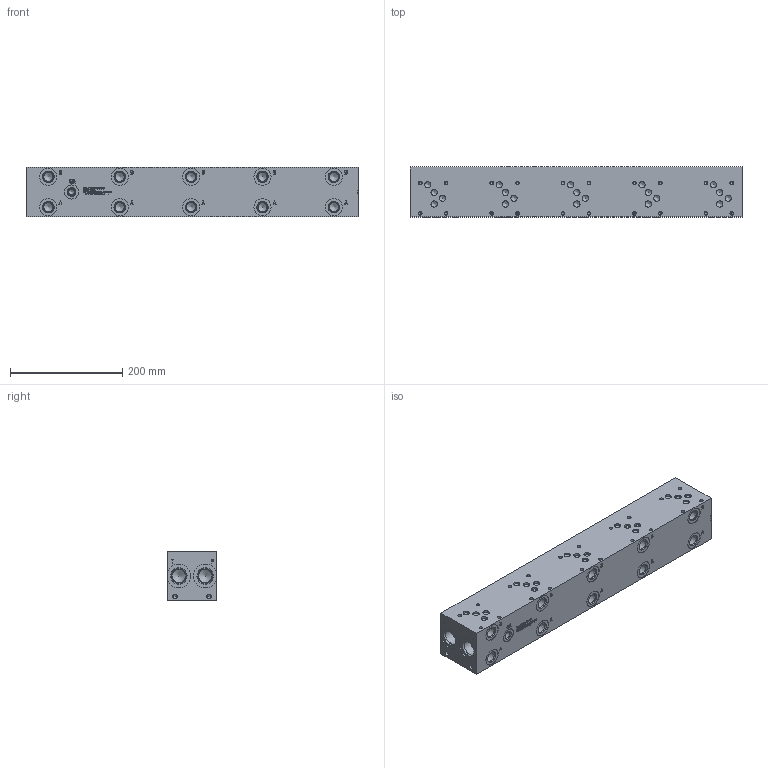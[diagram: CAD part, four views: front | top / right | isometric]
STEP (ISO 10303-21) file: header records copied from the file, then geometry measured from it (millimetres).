
FILE_DESCRIPTION(/* description */ (''),/* implementation_level */ '2;1');
FILE_NAME(/* name */ '_D05P055S_P_T_.stp',/* time_stamp */ '2021-07-20T15:16:39-04:00',/* author */ ('anthonyv'),/* organization */ (''),/* preprocessor_version */ 'ST-DEVELOPER v18.1',/* originating_system */ 'Autodesk Inventor 2021',/* authorisation */ '');
FILE_SCHEMA (('AUTOMOTIVE_DESIGN { 1 0 10303 214 3 1 1 }'));
Length unit declared in the file: millimetre
Products named in the file (1): _D05P055S_P_T_
Bounding box: 590.55 x 88.9 x 88.9 mm (x, y, z)
Volume: 4498522.2 mm3; surface area: 263301.6 mm2
Topology: 1 solids, 1 shells, 974 faces, 2661 edges, 1808 vertices
Faces by surface type: plane 516, bspline 211, cylinder 143, cone 104
Full cylindrical faces by diameter (mm): 5.105 x20, 6.35 x20, 6.528 x4, 7.925 x4, 10.719 x1, 11.125 x20, 12.9 x1, 14.275 x1, 14.529 x1, 15.875 x10, 17.501 x10, 19.05 x10, 19.253 x10, 23.012 x4, 24.917 x4, 25.019 x1, 26.99 x2, 27 x2, 27.432 x4, 30.632 x10, 42.037 x4
Entity records: 32474 total; most frequent: CARTESIAN_POINT 8128, ORIENTED_EDGE 5204, DIRECTION 4245, EDGE_CURVE 2602, VERTEX_POINT 1808, LINE 1643, VECTOR 1643, AXIS2_PLACEMENT_3D 1301
